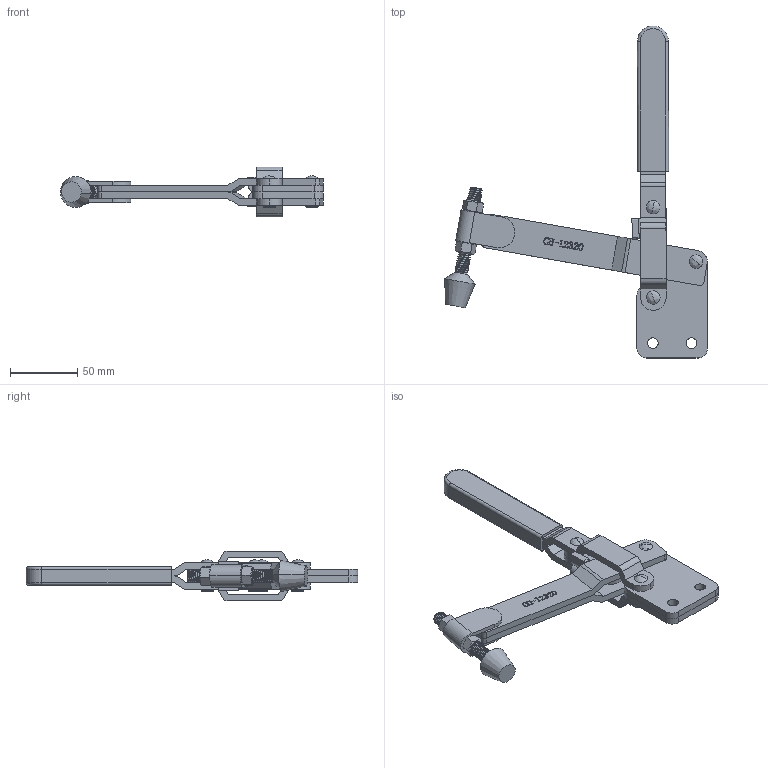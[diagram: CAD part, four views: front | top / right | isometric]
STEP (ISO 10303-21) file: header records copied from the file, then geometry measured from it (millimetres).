
FILE_DESCRIPTION (( 'STEP AP203' ), '1' );
FILE_NAME ('CH-12320.STEP', '2017-06-09T12:11:41', ( 'Windows' ), ( 'Microsoft' ), 'SwSTEP 2.0', 'SolidWorks 2015', '' );
FILE_SCHEMA (( 'CONFIG_CONTROL_DESIGN' ));
Length unit declared in the file: millimetre
Products named in the file (12): 酘蟀裝; 衵蟀裝; 簸簸酗; 簸簸傻; 320BR; 菁釱; 揤蹟佪芛; ѹ; 蹟譫; 杶; CH-12320; CH-12320揤參
Assembly tree (15 placements, depth 2):
  CH-12320
    菁釱  x2
    ѹ
    杶
    CH-12320揤參
    酘蟀裝
    衵蟀裝
    簸簸酗  x2
    簸簸傻  x2
    320BR
    揤蹟佪芛
    蹟譫  x2
Bounding box: 195.23 x 246.54 x 37 mm (x, y, z)
Volume: 157362.8 mm3; surface area: 85386.7 mm2
Topology: 11 solids, 16 shells, 829 faces, 2263 edges, 1486 vertices
Faces by surface type: plane 335, cylinder 249, bspline 172, cone 47, torus 26
Entity records: 36993 total; most frequent: CARTESIAN_POINT 17995, ORIENTED_EDGE 4108, DIRECTION 3014, EDGE_CURVE 2054, VERTEX_POINT 1358, VECTOR 1170, LINE 1170, AXIS2_PLACEMENT_3D 922
